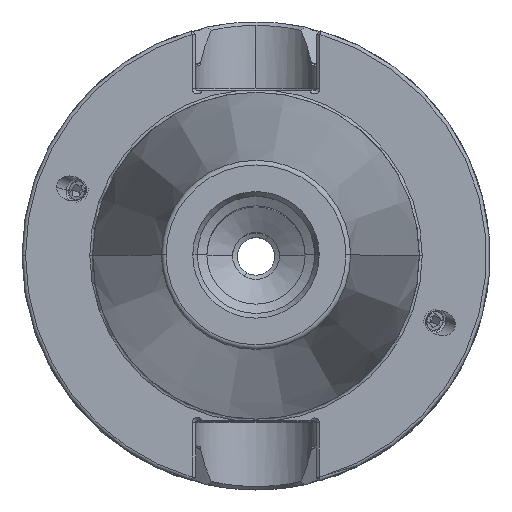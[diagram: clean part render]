
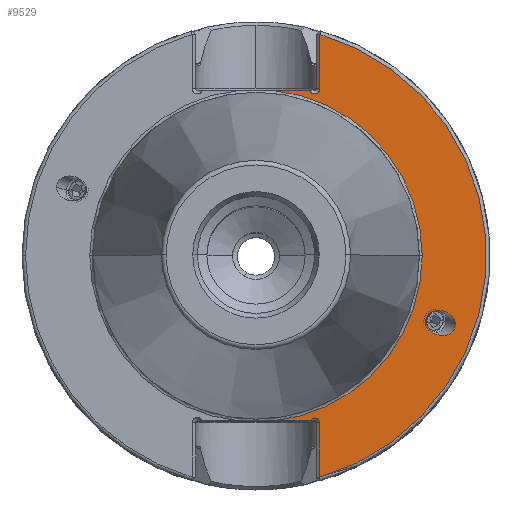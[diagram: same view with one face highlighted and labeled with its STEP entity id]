
A CAD part, top view. The second image highlights one B-rep face of the part: STEP entity #9529.
In plain terms, the highlighted planar face has unit normal (0, 0, 1).
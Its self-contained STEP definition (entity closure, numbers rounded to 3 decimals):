
#166 = ORIENTED_EDGE ( 'NONE', *, *, #6262, .T. ) ;
#173 = VERTEX_POINT ( 'NONE', #9279 ) ;
#253 = CARTESIAN_POINT ( 'NONE',  ( 36.355, -19.326, -3. ) ) ;
#396 = DIRECTION ( 'NONE',  ( 0., 0., -1. ) ) ;
#492 = ORIENTED_EDGE ( 'NONE', *, *, #4440, .F. ) ;
#633 = CARTESIAN_POINT ( 'NONE',  ( 42.579, -14.707, -3. ) ) ;
#750 = DIRECTION ( 'NONE',  ( 0., -1., 0. ) ) ;
#791 = CARTESIAN_POINT ( 'NONE',  ( 12.525, -35.675, -3. ) ) ;
#814 = LINE ( 'NONE', #4265, #10041 ) ;
#916 = CARTESIAN_POINT ( 'NONE',  ( 36.355, -14.023, -3. ) ) ;
#932 = EDGE_CURVE ( 'NONE', #3715, #8853, #5140, .T. ) ;
#1066 =( BOUNDED_CURVE ( )  B_SPLINE_CURVE ( 3, ( #4511, #5370, #253, #6218 ),
 .UNSPECIFIED., .F., .F. ) 
 B_SPLINE_CURVE_WITH_KNOTS ( ( 4, 4 ),
 ( 5.993, 9.135 ),
 .UNSPECIFIED. ) 
 CURVE ( )  GEOMETRIC_REPRESENTATION_ITEM ( )  RATIONAL_B_SPLINE_CURVE ( ( 1., 0.333, 0.333, 1. ) ) 
 REPRESENTATION_ITEM ( '' )  );
#1178 = DIRECTION ( 'NONE',  ( -1., 0., 0. ) ) ;
#1206 = ORIENTED_EDGE ( 'NONE', *, *, #2614, .T. ) ;
#1321 = ORIENTED_EDGE ( 'NONE', *, *, #5535, .T. ) ;
#1325 = CARTESIAN_POINT ( 'NONE',  ( 0., 0., -3. ) ) ;
#1473 = CARTESIAN_POINT ( 'NONE',  ( 42.579, -14.707, -3. ) ) ;
#1499 = FACE_OUTER_BOUND ( 'NONE', #10318, .T. ) ;
#1532 = EDGE_CURVE ( 'NONE', #7120, #4706, #7263, .T. ) ;
#1559 = AXIS2_PLACEMENT_3D ( 'NONE', #5515, #396, #6362 ) ;
#1600 = DIRECTION ( 'NONE',  ( 0., 0., -1. ) ) ;
#1622 = DIRECTION ( 'NONE',  ( -1., 0., 0. ) ) ;
#1693 = AXIS2_PLACEMENT_3D ( 'NONE', #4893, #10975, #5747 ) ;
#1735 = CARTESIAN_POINT ( 'NONE',  ( 13.65, 47.308, -3. ) ) ;
#1893 = CARTESIAN_POINT ( 'NONE',  ( 0., 35.3, -3. ) ) ;
#1894 = VERTEX_POINT ( 'NONE', #3391 ) ;
#1987 = CARTESIAN_POINT ( 'NONE',  ( 0., 0., -3. ) ) ;
#2186 = ORIENTED_EDGE ( 'NONE', *, *, #10033, .F. ) ;
#2408 = DIRECTION ( 'NONE',  ( 0., -1., 0. ) ) ;
#2485 = CARTESIAN_POINT ( 'NONE',  ( 36.355, -8.72, -3. ) ) ;
#2614 = EDGE_CURVE ( 'NONE', #8656, #10690, #5483, .T. ) ;
#2616 = CARTESIAN_POINT ( 'NONE',  ( 13.544, 49.987, -3. ) ) ;
#2818 = VECTOR ( 'NONE', #2408, 1000. ) ;
#2919 = ORIENTED_EDGE ( 'NONE', *, *, #6154, .T. ) ;
#2928 = EDGE_CURVE ( 'NONE', #8853, #7120, #10529, .T. ) ;
#3046 = LINE ( 'NONE', #1893, #7663 ) ;
#3391 = CARTESIAN_POINT ( 'NONE',  ( 11.464, 35.3, -3. ) ) ;
#3686 = CARTESIAN_POINT ( 'NONE',  ( 13.65, 35.675, -3. ) ) ;
#3715 = VERTEX_POINT ( 'NONE', #7841 ) ;
#3956 = ORIENTED_EDGE ( 'NONE', *, *, #1532, .T. ) ;
#4265 = CARTESIAN_POINT ( 'NONE',  ( 0., -35.3, -3. ) ) ;
#4321 = ORIENTED_EDGE ( 'NONE', *, *, #2928, .T. ) ;
#4440 = EDGE_CURVE ( 'NONE', #9411, #1894, #3046, .T. ) ;
#4511 = CARTESIAN_POINT ( 'NONE',  ( 42.579, -14.707, -3. ) ) ;
#4616 = PLANE ( 'NONE',  #1559 ) ;
#4706 = VERTEX_POINT ( 'NONE', #9197 ) ;
#4893 = CARTESIAN_POINT ( 'NONE',  ( 0., 0., -3. ) ) ;
#5115 = AXIS2_PLACEMENT_3D ( 'NONE', #791, #6794, #1622 ) ;
#5124 = DIRECTION ( 'NONE',  ( -1., 0., 0. ) ) ;
#5140 = LINE ( 'NONE', #2616, #2818 ) ;
#5328 = DIRECTION ( 'NONE',  ( 1., 0., 0. ) ) ;
#5370 = CARTESIAN_POINT ( 'NONE',  ( 42.579, -20.01, -3. ) ) ;
#5483 = CIRCLE ( 'NONE', #8849, 35.5 ) ;
#5515 = CARTESIAN_POINT ( 'NONE',  ( 0., 49.987, -3. ) ) ;
#5535 = EDGE_CURVE ( 'NONE', #173, #3715, #9551, .T. ) ;
#5747 = DIRECTION ( 'NONE',  ( -1., 0., 0. ) ) ;
#6026 = VERTEX_POINT ( 'NONE', #633 ) ;
#6154 = EDGE_CURVE ( 'NONE', #7110, #6026, #8820, .T. ) ;
#6218 = CARTESIAN_POINT ( 'NONE',  ( 36.355, -14.023, -3. ) ) ;
#6262 = EDGE_CURVE ( 'NONE', #9411, #8656, #8829, .T. ) ;
#6362 = DIRECTION ( 'NONE',  ( -1., 0., 0. ) ) ;
#6585 = EDGE_CURVE ( 'NONE', #6026, #7110, #1066, .T. ) ;
#6652 = AXIS2_PLACEMENT_3D ( 'NONE', #1987, #7909, #7329 ) ;
#6712 = ORIENTED_EDGE ( 'NONE', *, *, #10683, .T. ) ;
#6768 = CARTESIAN_POINT ( 'NONE',  ( 12.525, 35.675, -3. ) ) ;
#6794 = DIRECTION ( 'NONE',  ( 0., 0., -1. ) ) ;
#7110 = VERTEX_POINT ( 'NONE', #916 ) ;
#7120 = VERTEX_POINT ( 'NONE', #1735 ) ;
#7263 = LINE ( 'NONE', #3686, #9341 ) ;
#7325 = ORIENTED_EDGE ( 'NONE', *, *, #932, .T. ) ;
#7329 = DIRECTION ( 'NONE',  ( -1., 0., 0. ) ) ;
#7402 = EDGE_LOOP ( 'NONE', ( #9645, #2919 ) ) ;
#7653 = DIRECTION ( 'NONE',  ( -1., 0., 0. ) ) ;
#7663 = VECTOR ( 'NONE', #5328, 1000. ) ;
#7704 = CARTESIAN_POINT ( 'NONE',  ( 36.355, -14.023, -3. ) ) ;
#7841 = CARTESIAN_POINT ( 'NONE',  ( 13.544, -35.675, -3. ) ) ;
#7909 = DIRECTION ( 'NONE',  ( 0., 0., 1. ) ) ;
#8126 = FACE_BOUND ( 'NONE', #7402, .T. ) ;
#8479 = CARTESIAN_POINT ( 'NONE',  ( 3.763, -35.3, -3. ) ) ;
#8572 = CARTESIAN_POINT ( 'NONE',  ( 42.579, -9.404, -3. ) ) ;
#8656 = VERTEX_POINT ( 'NONE', #9555 ) ;
#8820 =( BOUNDED_CURVE ( )  B_SPLINE_CURVE ( 3, ( #7704, #2485, #8572, #1473 ),
 .UNSPECIFIED., .F., .F. ) 
 B_SPLINE_CURVE_WITH_KNOTS ( ( 4, 4 ),
 ( 2.852, 5.993 ),
 .UNSPECIFIED. ) 
 CURVE ( )  GEOMETRIC_REPRESENTATION_ITEM ( )  RATIONAL_B_SPLINE_CURVE ( ( 1., 0.333, 0.333, 1. ) ) 
 REPRESENTATION_ITEM ( '' )  );
#8829 = CIRCLE ( 'NONE', #1693, 35.5 ) ;
#8849 = AXIS2_PLACEMENT_3D ( 'NONE', #1325, #10652, #1178 ) ;
#8853 = VERTEX_POINT ( 'NONE', #9086 ) ;
#8972 = AXIS2_PLACEMENT_3D ( 'NONE', #6768, #1600, #7653 ) ;
#9086 = CARTESIAN_POINT ( 'NONE',  ( 13.544, -47.338, -3. ) ) ;
#9197 = CARTESIAN_POINT ( 'NONE',  ( 13.65, 35.675, -3. ) ) ;
#9279 = CARTESIAN_POINT ( 'NONE',  ( 11.578, -35.3, -3. ) ) ;
#9341 = VECTOR ( 'NONE', #750, 1000. ) ;
#9411 = VERTEX_POINT ( 'NONE', #11089 ) ;
#9529 = ADVANCED_FACE ( 'NONE', ( #8126, #1499 ), #4616, .F. ) ;
#9551 = CIRCLE ( 'NONE', #5115, 1.019 ) ;
#9555 = CARTESIAN_POINT ( 'NONE',  ( 35.5, 0., -3. ) ) ;
#9645 = ORIENTED_EDGE ( 'NONE', *, *, #6585, .T. ) ;
#10033 = EDGE_CURVE ( 'NONE', #173, #10690, #814, .T. ) ;
#10041 = VECTOR ( 'NONE', #5124, 1000. ) ;
#10318 = EDGE_LOOP ( 'NONE', ( #2186, #1321, #7325, #4321, #3956, #6712, #492, #166, #1206 ) ) ;
#10529 = CIRCLE ( 'NONE', #6652, 49.237 ) ;
#10652 = DIRECTION ( 'NONE',  ( 0., 0., -1. ) ) ;
#10683 = EDGE_CURVE ( 'NONE', #4706, #1894, #11075, .T. ) ;
#10690 = VERTEX_POINT ( 'NONE', #8479 ) ;
#10975 = DIRECTION ( 'NONE',  ( 0., 0., -1. ) ) ;
#11075 = CIRCLE ( 'NONE', #8972, 1.125 ) ;
#11089 = CARTESIAN_POINT ( 'NONE',  ( 3.763, 35.3, -3. ) ) ;
